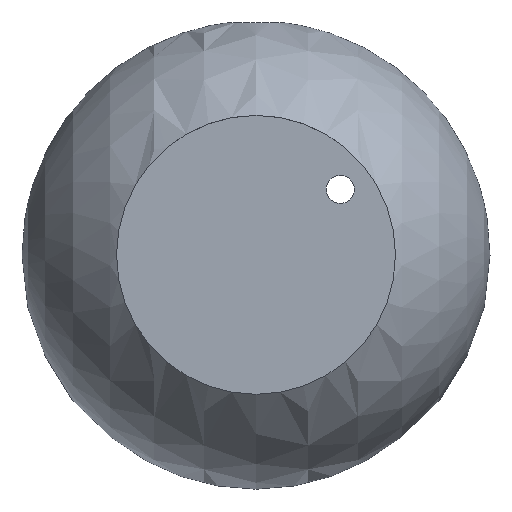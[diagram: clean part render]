
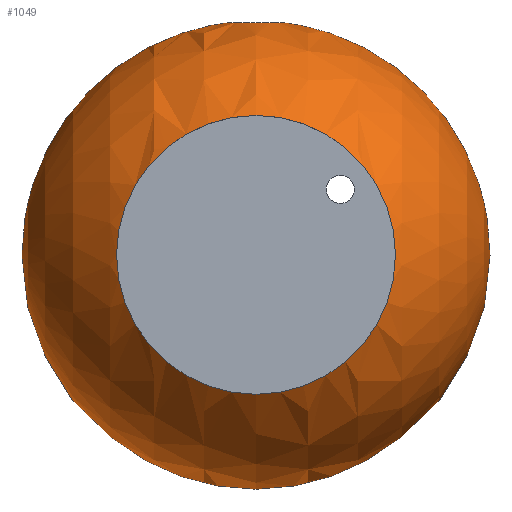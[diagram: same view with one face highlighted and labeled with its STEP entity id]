
A CAD part, top view. The second image highlights one B-rep face of the part: STEP entity #1049.
In plain terms, the highlighted spherical face has radius 25 mm.
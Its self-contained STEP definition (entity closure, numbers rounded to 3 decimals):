
#49=FACE_BOUND('',#279,.T.);
#199=B_SPLINE_CURVE_WITH_KNOTS('',3,(#1691,#1692,#1693,#1694,#1695,#1696,
#1697,#1698,#1699,#1700,#1701,#1702,#1703,#1704,#1705,#1706,#1707,#1708),
 .UNSPECIFIED.,.F.,.F.,(4,2,2,2,2,2,2,2,4),(0.92,0.977,
1.033,1.092,1.15,1.209,1.268,
1.324,1.38),.UNSPECIFIED.);
#200=B_SPLINE_CURVE_WITH_KNOTS('',3,(#1712,#1713,#1714,#1715,#1716,#1717,
#1718,#1719),.UNSPECIFIED.,.F.,.F.,(4,2,2,4),(1.38,1.437,
1.493,1.53),.UNSPECIFIED.);
#201=B_SPLINE_CURVE_WITH_KNOTS('',3,(#1725,#1726,#1727,#1728,#1729,#1730,
#1731,#1732),.UNSPECIFIED.,.F.,.F.,(4,2,2,4),(0.771,0.807,
0.864,0.92),.UNSPECIFIED.);
#202=B_SPLINE_CURVE_WITH_KNOTS('',3,(#1735,#1736,#1737,#1738,#1739,#1740,
#1741,#1742,#1743,#1744,#1745,#1746,#1747,#1748,#1749,#1750,#1751,#1752),
 .UNSPECIFIED.,.F.,.F.,(4,2,2,2,2,2,2,2,4),(0.92,0.977,
1.033,1.092,1.15,1.209,1.268,
1.324,1.38),.UNSPECIFIED.);
#219=FACE_OUTER_BOUND('',#278,.T.);
#278=EDGE_LOOP('',(#731,#732,#733,#734,#735,#736,#737,#738,#739,#740,#741,
#742,#743));
#279=EDGE_LOOP('',(#744));
#356=CIRCLE('',#1134,25.);
#359=CIRCLE('',#1138,25.);
#364=CIRCLE('',#1145,3.);
#365=CIRCLE('',#1146,25.);
#366=CIRCLE('',#1147,25.);
#367=CIRCLE('',#1148,25.);
#368=CIRCLE('',#1149,25.);
#369=CIRCLE('',#1150,14.9);
#445=VERTEX_POINT('',#1655);
#446=VERTEX_POINT('',#1656);
#449=VERTEX_POINT('',#1669);
#450=VERTEX_POINT('',#1670);
#455=VERTEX_POINT('',#1690);
#456=VERTEX_POINT('',#1709);
#457=VERTEX_POINT('',#1711);
#458=VERTEX_POINT('',#1720);
#459=VERTEX_POINT('',#1722);
#460=VERTEX_POINT('',#1724);
#461=VERTEX_POINT('',#1733);
#462=VERTEX_POINT('',#1753);
#554=EDGE_CURVE('',#445,#446,#356,.T.);
#558=EDGE_CURVE('',#449,#450,#359,.T.);
#565=EDGE_CURVE('',#450,#445,#364,.T.);
#566=EDGE_CURVE('',#446,#455,#199,.T.);
#567=EDGE_CURVE('',#455,#456,#365,.T.);
#568=EDGE_CURVE('',#455,#457,#200,.T.);
#569=EDGE_CURVE('',#458,#457,#366,.T.);
#570=EDGE_CURVE('',#459,#458,#367,.T.);
#571=EDGE_CURVE('',#459,#460,#201,.T.);
#572=EDGE_CURVE('',#461,#460,#368,.T.);
#573=EDGE_CURVE('',#460,#449,#202,.T.);
#574=EDGE_CURVE('',#462,#462,#369,.T.);
#731=ORIENTED_EDGE('',*,*,#558,.T.);
#732=ORIENTED_EDGE('',*,*,#565,.T.);
#733=ORIENTED_EDGE('',*,*,#554,.T.);
#734=ORIENTED_EDGE('',*,*,#566,.T.);
#735=ORIENTED_EDGE('',*,*,#567,.T.);
#736=ORIENTED_EDGE('',*,*,#567,.F.);
#737=ORIENTED_EDGE('',*,*,#568,.T.);
#738=ORIENTED_EDGE('',*,*,#569,.F.);
#739=ORIENTED_EDGE('',*,*,#570,.F.);
#740=ORIENTED_EDGE('',*,*,#571,.T.);
#741=ORIENTED_EDGE('',*,*,#572,.F.);
#742=ORIENTED_EDGE('',*,*,#572,.T.);
#743=ORIENTED_EDGE('',*,*,#573,.T.);
#744=ORIENTED_EDGE('',*,*,#574,.F.);
#1040=SPHERICAL_SURFACE('',#1144,25.);
#1049=ADVANCED_FACE('',(#219,#49),#1040,.T.);
#1134=AXIS2_PLACEMENT_3D('',#1657,#1302,#1303);
#1138=AXIS2_PLACEMENT_3D('',#1671,#1310,#1311);
#1144=AXIS2_PLACEMENT_3D('',#1688,#1323,#1324);
#1145=AXIS2_PLACEMENT_3D('',#1689,#1325,#1326);
#1146=AXIS2_PLACEMENT_3D('',#1710,#1327,#1328);
#1147=AXIS2_PLACEMENT_3D('',#1721,#1329,#1330);
#1148=AXIS2_PLACEMENT_3D('',#1723,#1331,#1332);
#1149=AXIS2_PLACEMENT_3D('',#1734,#1333,#1334);
#1150=AXIS2_PLACEMENT_3D('',#1754,#1335,#1336);
#1302=DIRECTION('center_axis',(0.,0.,1.));
#1303=DIRECTION('ref_axis',(0.,1.,0.));
#1310=DIRECTION('center_axis',(0.,0.,1.));
#1311=DIRECTION('ref_axis',(0.,1.,0.));
#1323=DIRECTION('center_axis',(1.,0.,0.));
#1324=DIRECTION('ref_axis',(0.,-1.,0.));
#1325=DIRECTION('center_axis',(0.,-1.,0.));
#1326=DIRECTION('ref_axis',(1.,0.,0.));
#1327=DIRECTION('center_axis',(0.,0.,1.));
#1328=DIRECTION('ref_axis',(0.,1.,0.));
#1329=DIRECTION('center_axis',(0.174,0.,-0.985));
#1330=DIRECTION('ref_axis',(0.985,0.,0.174));
#1331=DIRECTION('center_axis',(-0.174,0.,-0.985));
#1332=DIRECTION('ref_axis',(-0.985,0.,0.174));
#1333=DIRECTION('center_axis',(0.,0.,1.));
#1334=DIRECTION('ref_axis',(0.,1.,0.));
#1335=DIRECTION('center_axis',(0.,0.,1.));
#1336=DIRECTION('ref_axis',(0.,-1.,0.));
#1655=CARTESIAN_POINT('',(-3.,24.819,0.));
#1656=CARTESIAN_POINT('',(-5.,24.495,0.));
#1657=CARTESIAN_POINT('Origin',(0.,0.,0.));
#1669=CARTESIAN_POINT('',(5.,24.495,0.));
#1670=CARTESIAN_POINT('',(3.,24.819,0.));
#1671=CARTESIAN_POINT('Origin',(0.,0.,0.));
#1688=CARTESIAN_POINT('Origin',(0.,0.,0.));
#1689=CARTESIAN_POINT('Origin',(0.,24.819,
0.));
#1690=CARTESIAN_POINT('',(-8.,23.685,0.));
#1691=CARTESIAN_POINT('Ctrl Pts',(-5.,24.495,0.));
#1692=CARTESIAN_POINT('Ctrl Pts',(-5.,24.495,0.188));
#1693=CARTESIAN_POINT('Ctrl Pts',(-5.038,24.485,0.388));
#1694=CARTESIAN_POINT('Ctrl Pts',(-5.189,24.445,0.755));
#1695=CARTESIAN_POINT('Ctrl Pts',(-5.302,24.415,0.922));
#1696=CARTESIAN_POINT('Ctrl Pts',(-5.567,24.344,1.19));
#1697=CARTESIAN_POINT('Ctrl Pts',(-5.738,24.298,1.307));
#1698=CARTESIAN_POINT('Ctrl Pts',(-6.11,24.199,1.462));
#1699=CARTESIAN_POINT('Ctrl Pts',(-6.311,24.144,1.5));
#1700=CARTESIAN_POINT('Ctrl Pts',(-6.689,24.043,1.5));
#1701=CARTESIAN_POINT('Ctrl Pts',(-6.891,23.988,1.462));
#1702=CARTESIAN_POINT('Ctrl Pts',(-7.263,23.887,1.307));
#1703=CARTESIAN_POINT('Ctrl Pts',(-7.433,23.84,1.19));
#1704=CARTESIAN_POINT('Ctrl Pts',(-7.698,23.768,0.922));
#1705=CARTESIAN_POINT('Ctrl Pts',(-7.811,23.737,0.755));
#1706=CARTESIAN_POINT('Ctrl Pts',(-7.962,23.696,0.388));
#1707=CARTESIAN_POINT('Ctrl Pts',(-8.,23.685,0.188));
#1708=CARTESIAN_POINT('Ctrl Pts',(-8.,23.685,0.));
#1709=CARTESIAN_POINT('',(-25.,0.,0.));
#1710=CARTESIAN_POINT('Origin',(0.,0.,0.));
#1711=CARTESIAN_POINT('',(-7.277,23.883,-1.283));
#1712=CARTESIAN_POINT('Ctrl Pts',(-8.,23.685,0.));
#1713=CARTESIAN_POINT('Ctrl Pts',(-8.,23.685,-0.188));
#1714=CARTESIAN_POINT('Ctrl Pts',(-7.962,23.696,-0.388));
#1715=CARTESIAN_POINT('Ctrl Pts',(-7.811,23.737,-0.755));
#1716=CARTESIAN_POINT('Ctrl Pts',(-7.698,23.768,-0.922));
#1717=CARTESIAN_POINT('Ctrl Pts',(-7.483,23.827,-1.139));
#1718=CARTESIAN_POINT('Ctrl Pts',(-7.385,23.854,-1.218));
#1719=CARTESIAN_POINT('Ctrl Pts',(-7.277,23.883,-1.283));
#1720=CARTESIAN_POINT('',(0.,-25.,0.));
#1721=CARTESIAN_POINT('Origin',(0.,0.,0.));
#1722=CARTESIAN_POINT('',(7.277,23.883,-1.283));
#1723=CARTESIAN_POINT('Origin',(0.,0.,0.));
#1724=CARTESIAN_POINT('',(8.,23.685,0.));
#1725=CARTESIAN_POINT('Ctrl Pts',(7.277,23.883,-1.283));
#1726=CARTESIAN_POINT('Ctrl Pts',(7.385,23.854,-1.218));
#1727=CARTESIAN_POINT('Ctrl Pts',(7.483,23.827,-1.139));
#1728=CARTESIAN_POINT('Ctrl Pts',(7.698,23.768,-0.922));
#1729=CARTESIAN_POINT('Ctrl Pts',(7.811,23.737,-0.755));
#1730=CARTESIAN_POINT('Ctrl Pts',(7.962,23.696,-0.388));
#1731=CARTESIAN_POINT('Ctrl Pts',(8.,23.685,-0.188));
#1732=CARTESIAN_POINT('Ctrl Pts',(8.,23.685,0.));
#1733=CARTESIAN_POINT('',(25.,0.,0.));
#1734=CARTESIAN_POINT('Origin',(0.,0.,0.));
#1735=CARTESIAN_POINT('Ctrl Pts',(8.,23.685,0.));
#1736=CARTESIAN_POINT('Ctrl Pts',(8.,23.685,0.188));
#1737=CARTESIAN_POINT('Ctrl Pts',(7.962,23.696,0.388));
#1738=CARTESIAN_POINT('Ctrl Pts',(7.811,23.737,0.755));
#1739=CARTESIAN_POINT('Ctrl Pts',(7.698,23.768,0.922));
#1740=CARTESIAN_POINT('Ctrl Pts',(7.433,23.84,1.19));
#1741=CARTESIAN_POINT('Ctrl Pts',(7.263,23.887,1.307));
#1742=CARTESIAN_POINT('Ctrl Pts',(6.891,23.988,1.462));
#1743=CARTESIAN_POINT('Ctrl Pts',(6.689,24.043,1.5));
#1744=CARTESIAN_POINT('Ctrl Pts',(6.311,24.144,1.5));
#1745=CARTESIAN_POINT('Ctrl Pts',(6.11,24.199,1.462));
#1746=CARTESIAN_POINT('Ctrl Pts',(5.738,24.298,1.307));
#1747=CARTESIAN_POINT('Ctrl Pts',(5.567,24.344,1.19));
#1748=CARTESIAN_POINT('Ctrl Pts',(5.302,24.415,0.922));
#1749=CARTESIAN_POINT('Ctrl Pts',(5.189,24.445,0.755));
#1750=CARTESIAN_POINT('Ctrl Pts',(5.038,24.485,0.388));
#1751=CARTESIAN_POINT('Ctrl Pts',(5.,24.495,0.188));
#1752=CARTESIAN_POINT('Ctrl Pts',(5.,24.495,0.));
#1753=CARTESIAN_POINT('',(0.,14.9,20.074));
#1754=CARTESIAN_POINT('Origin',(0.,0.,20.074));
